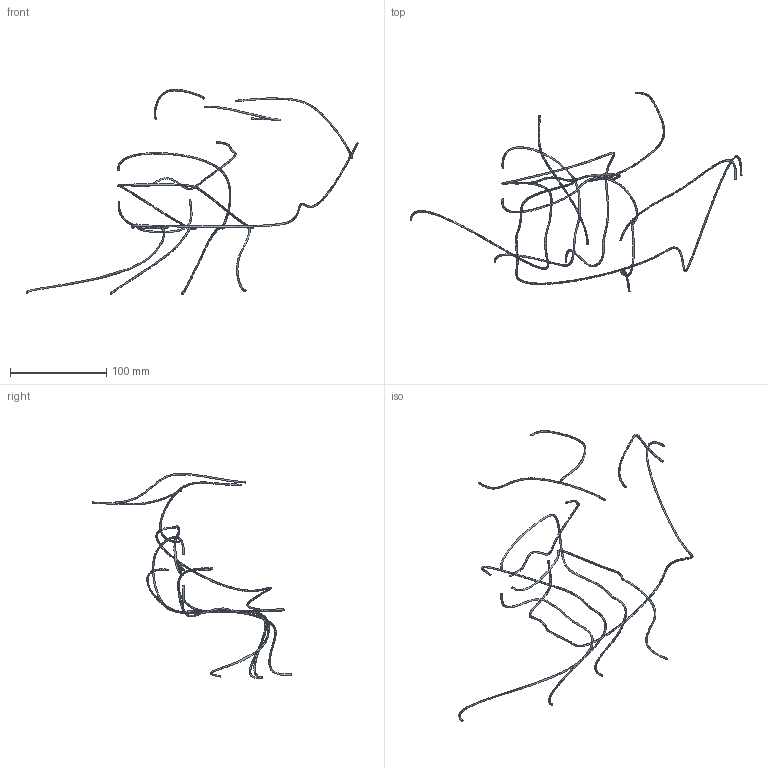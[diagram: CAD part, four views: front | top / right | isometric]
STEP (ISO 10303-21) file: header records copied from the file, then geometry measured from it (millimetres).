
FILE_DESCRIPTION (( 'STEP AP203' ), '1' );
FILE_NAME ('20-019429.step', '2022-04-19T12:33:05', ( '' ), ( '' ), 'SwSTEP 2.0', 'SolidWorks 2021', '' );
FILE_SCHEMA (( 'CONFIG_CONTROL_DESIGN' ));
Length unit declared in the file: millimetre
Products named in the file (1): 20-019429
Bounding box: 345.47 x 207.3 x 213.57 mm (x, y, z)
Volume: 4988.6 mm3; surface area: 12667.5 mm2
Topology: 9 solids, 9 shells, 51 faces, 94 edges, 61 vertices
Faces by surface type: bspline 33, plane 18
Entity records: 11614 total; most frequent: CARTESIAN_POINT 10754, ORIENTED_EDGE 188, DIRECTION 110, EDGE_CURVE 94, VERTEX_POINT 61, AXIS2_PLACEMENT_3D 55, ADVANCED_FACE 51, FACE_OUTER_BOUND 51
